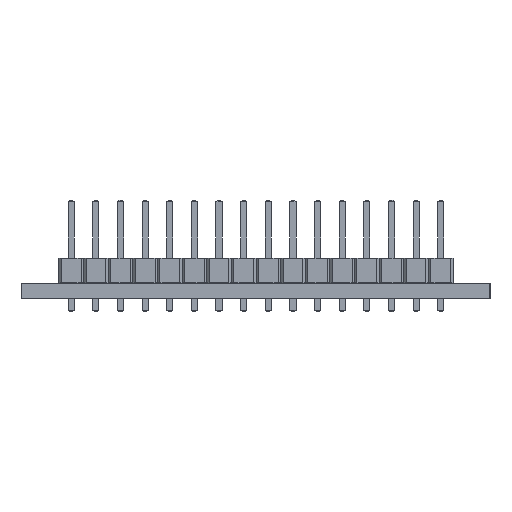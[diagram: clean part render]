
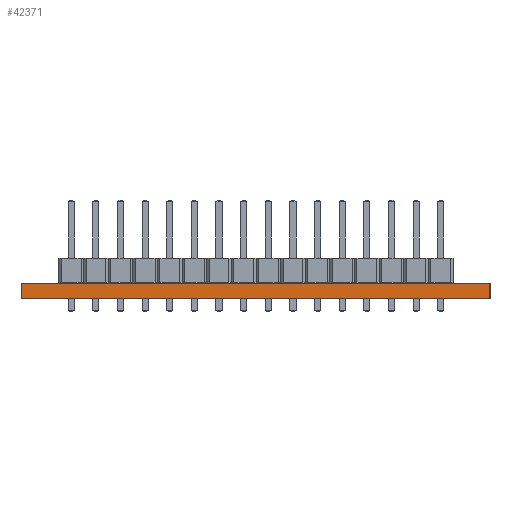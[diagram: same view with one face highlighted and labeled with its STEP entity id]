
A CAD part, left-side view. The second image highlights one B-rep face of the part: STEP entity #42371.
In plain terms, the highlighted planar face has unit normal (-1, 0, 0).
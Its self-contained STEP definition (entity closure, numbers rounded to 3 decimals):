
#42190 = PLANE('',#42191);
#42191 = AXIS2_PLACEMENT_3D('',#42192,#42193,#42194);
#42192 = CARTESIAN_POINT('',(80.645,-62.23,0.));
#42193 = DIRECTION('',(0.,-1.,0.));
#42194 = DIRECTION('',(-1.,0.,0.));
#42215 = VERTEX_POINT('',#42216);
#42216 = CARTESIAN_POINT('',(14.605,-62.23,1.58));
#42230 = PLANE('',#42231);
#42231 = AXIS2_PLACEMENT_3D('',#42232,#42233,#42234);
#42232 = CARTESIAN_POINT('',(47.625,-38.1,1.58));
#42233 = DIRECTION('',(-0.,-0.,-1.));
#42234 = DIRECTION('',(-1.,0.,0.));
#42242 = EDGE_CURVE('',#42243,#42215,#42245,.T.);
#42243 = VERTEX_POINT('',#42244);
#42244 = CARTESIAN_POINT('',(14.605,-62.23,0.));
#42245 = SURFACE_CURVE('',#42246,(#42250,#42257),.PCURVE_S1.);
#42246 = LINE('',#42247,#42248);
#42247 = CARTESIAN_POINT('',(14.605,-62.23,0.));
#42248 = VECTOR('',#42249,1.);
#42249 = DIRECTION('',(0.,0.,1.));
#42250 = PCURVE('',#42190,#42251);
#42251 = DEFINITIONAL_REPRESENTATION('',(#42252),#42256);
#42252 = LINE('',#42253,#42254);
#42253 = CARTESIAN_POINT('',(66.04,0.));
#42254 = VECTOR('',#42255,1.);
#42255 = DIRECTION('',(0.,-1.));
#42256 = ( GEOMETRIC_REPRESENTATION_CONTEXT(2) 
PARAMETRIC_REPRESENTATION_CONTEXT() REPRESENTATION_CONTEXT('2D SPACE',''
  ) );
#42257 = PCURVE('',#42258,#42263);
#42258 = PLANE('',#42259);
#42259 = AXIS2_PLACEMENT_3D('',#42260,#42261,#42262);
#42260 = CARTESIAN_POINT('',(14.605,-62.23,0.));
#42261 = DIRECTION('',(-1.,0.,0.));
#42262 = DIRECTION('',(0.,1.,0.));
#42263 = DEFINITIONAL_REPRESENTATION('',(#42264),#42268);
#42264 = LINE('',#42265,#42266);
#42265 = CARTESIAN_POINT('',(0.,0.));
#42266 = VECTOR('',#42267,1.);
#42267 = DIRECTION('',(0.,-1.));
#42268 = ( GEOMETRIC_REPRESENTATION_CONTEXT(2) 
PARAMETRIC_REPRESENTATION_CONTEXT() REPRESENTATION_CONTEXT('2D SPACE',''
  ) );
#42284 = PLANE('',#42285);
#42285 = AXIS2_PLACEMENT_3D('',#42286,#42287,#42288);
#42286 = CARTESIAN_POINT('',(47.625,-38.1,0.));
#42287 = DIRECTION('',(-0.,-0.,-1.));
#42288 = DIRECTION('',(-1.,0.,0.));
#42317 = PLANE('',#42318);
#42318 = AXIS2_PLACEMENT_3D('',#42319,#42320,#42321);
#42319 = CARTESIAN_POINT('',(14.605,-13.97,0.));
#42320 = DIRECTION('',(0.,1.,0.));
#42321 = DIRECTION('',(1.,0.,0.));
#42371 = ADVANCED_FACE('',(#42372),#42258,.T.);
#42372 = FACE_BOUND('',#42373,.T.);
#42373 = EDGE_LOOP('',(#42374,#42375,#42398,#42421));
#42374 = ORIENTED_EDGE('',*,*,#42242,.T.);
#42375 = ORIENTED_EDGE('',*,*,#42376,.T.);
#42376 = EDGE_CURVE('',#42215,#42377,#42379,.T.);
#42377 = VERTEX_POINT('',#42378);
#42378 = CARTESIAN_POINT('',(14.605,-13.97,1.58));
#42379 = SURFACE_CURVE('',#42380,(#42384,#42391),.PCURVE_S1.);
#42380 = LINE('',#42381,#42382);
#42381 = CARTESIAN_POINT('',(14.605,-62.23,1.58));
#42382 = VECTOR('',#42383,1.);
#42383 = DIRECTION('',(0.,1.,0.));
#42384 = PCURVE('',#42258,#42385);
#42385 = DEFINITIONAL_REPRESENTATION('',(#42386),#42390);
#42386 = LINE('',#42387,#42388);
#42387 = CARTESIAN_POINT('',(0.,-1.58));
#42388 = VECTOR('',#42389,1.);
#42389 = DIRECTION('',(1.,0.));
#42390 = ( GEOMETRIC_REPRESENTATION_CONTEXT(2) 
PARAMETRIC_REPRESENTATION_CONTEXT() REPRESENTATION_CONTEXT('2D SPACE',''
  ) );
#42391 = PCURVE('',#42230,#42392);
#42392 = DEFINITIONAL_REPRESENTATION('',(#42393),#42397);
#42393 = LINE('',#42394,#42395);
#42394 = CARTESIAN_POINT('',(33.02,-24.13));
#42395 = VECTOR('',#42396,1.);
#42396 = DIRECTION('',(0.,1.));
#42397 = ( GEOMETRIC_REPRESENTATION_CONTEXT(2) 
PARAMETRIC_REPRESENTATION_CONTEXT() REPRESENTATION_CONTEXT('2D SPACE',''
  ) );
#42398 = ORIENTED_EDGE('',*,*,#42399,.F.);
#42399 = EDGE_CURVE('',#42400,#42377,#42402,.T.);
#42400 = VERTEX_POINT('',#42401);
#42401 = CARTESIAN_POINT('',(14.605,-13.97,0.));
#42402 = SURFACE_CURVE('',#42403,(#42407,#42414),.PCURVE_S1.);
#42403 = LINE('',#42404,#42405);
#42404 = CARTESIAN_POINT('',(14.605,-13.97,0.));
#42405 = VECTOR('',#42406,1.);
#42406 = DIRECTION('',(0.,0.,1.));
#42407 = PCURVE('',#42258,#42408);
#42408 = DEFINITIONAL_REPRESENTATION('',(#42409),#42413);
#42409 = LINE('',#42410,#42411);
#42410 = CARTESIAN_POINT('',(48.26,0.));
#42411 = VECTOR('',#42412,1.);
#42412 = DIRECTION('',(0.,-1.));
#42413 = ( GEOMETRIC_REPRESENTATION_CONTEXT(2) 
PARAMETRIC_REPRESENTATION_CONTEXT() REPRESENTATION_CONTEXT('2D SPACE',''
  ) );
#42414 = PCURVE('',#42317,#42415);
#42415 = DEFINITIONAL_REPRESENTATION('',(#42416),#42420);
#42416 = LINE('',#42417,#42418);
#42417 = CARTESIAN_POINT('',(0.,0.));
#42418 = VECTOR('',#42419,1.);
#42419 = DIRECTION('',(0.,-1.));
#42420 = ( GEOMETRIC_REPRESENTATION_CONTEXT(2) 
PARAMETRIC_REPRESENTATION_CONTEXT() REPRESENTATION_CONTEXT('2D SPACE',''
  ) );
#42421 = ORIENTED_EDGE('',*,*,#42422,.F.);
#42422 = EDGE_CURVE('',#42243,#42400,#42423,.T.);
#42423 = SURFACE_CURVE('',#42424,(#42428,#42435),.PCURVE_S1.);
#42424 = LINE('',#42425,#42426);
#42425 = CARTESIAN_POINT('',(14.605,-62.23,0.));
#42426 = VECTOR('',#42427,1.);
#42427 = DIRECTION('',(0.,1.,0.));
#42428 = PCURVE('',#42258,#42429);
#42429 = DEFINITIONAL_REPRESENTATION('',(#42430),#42434);
#42430 = LINE('',#42431,#42432);
#42431 = CARTESIAN_POINT('',(0.,0.));
#42432 = VECTOR('',#42433,1.);
#42433 = DIRECTION('',(1.,0.));
#42434 = ( GEOMETRIC_REPRESENTATION_CONTEXT(2) 
PARAMETRIC_REPRESENTATION_CONTEXT() REPRESENTATION_CONTEXT('2D SPACE',''
  ) );
#42435 = PCURVE('',#42284,#42436);
#42436 = DEFINITIONAL_REPRESENTATION('',(#42437),#42441);
#42437 = LINE('',#42438,#42439);
#42438 = CARTESIAN_POINT('',(33.02,-24.13));
#42439 = VECTOR('',#42440,1.);
#42440 = DIRECTION('',(0.,1.));
#42441 = ( GEOMETRIC_REPRESENTATION_CONTEXT(2) 
PARAMETRIC_REPRESENTATION_CONTEXT() REPRESENTATION_CONTEXT('2D SPACE',''
  ) );
